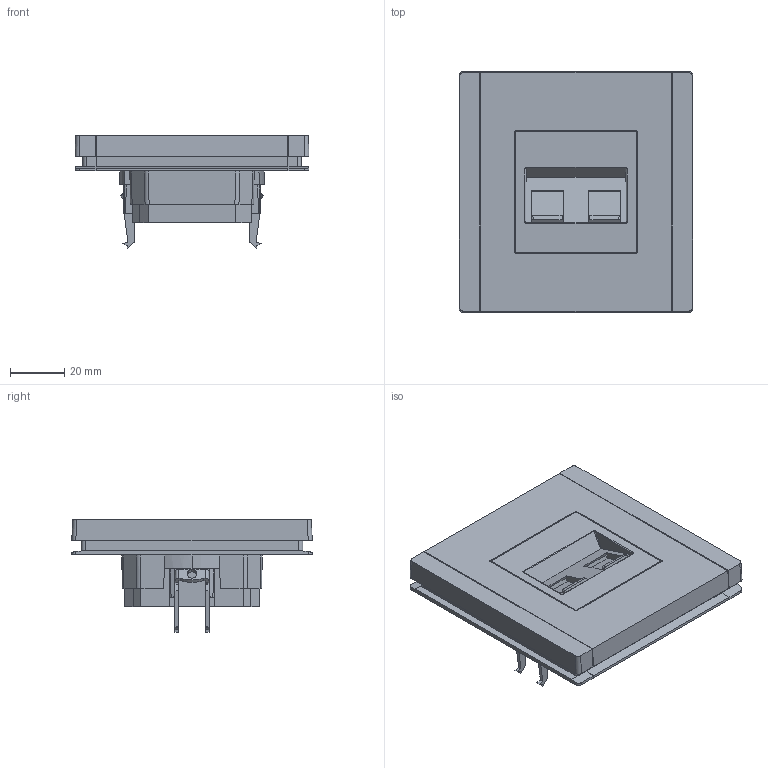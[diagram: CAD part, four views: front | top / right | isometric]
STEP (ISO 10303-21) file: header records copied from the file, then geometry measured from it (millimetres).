
FILE_DESCRIPTION (( 'STEP AP214' ), '1' );
FILE_NAME ('äëÿ êîìïà äâîéíàÿ.STEP', '2025-03-11T12:07:20', ( '' ), ( '' ), 'SwSTEP 2.0', 'SolidWorks 2022', '' );
FILE_SCHEMA (( 'AUTOMOTIVE_DESIGN' ));
Length unit declared in the file: millimetre
Products named in the file (1): для компа двойная
Bounding box: 86.46 x 89 x 41.56 mm (x, y, z)
Volume: 132406.9 mm3; surface area: 45848.7 mm2
Topology: 1 solids, 55 shells, 1791 faces, 4961 edges, 3266 vertices
Faces by surface type: plane 1358, cylinder 367, bspline 44, cone 18, torus 4
Entity records: 57396 total; most frequent: CARTESIAN_POINT 12994, ORIENTED_EDGE 9922, DIRECTION 8205, EDGE_CURVE 4961, VECTOR 3873, LINE 3873, VERTEX_POINT 3266, AXIS2_PLACEMENT_3D 2166
